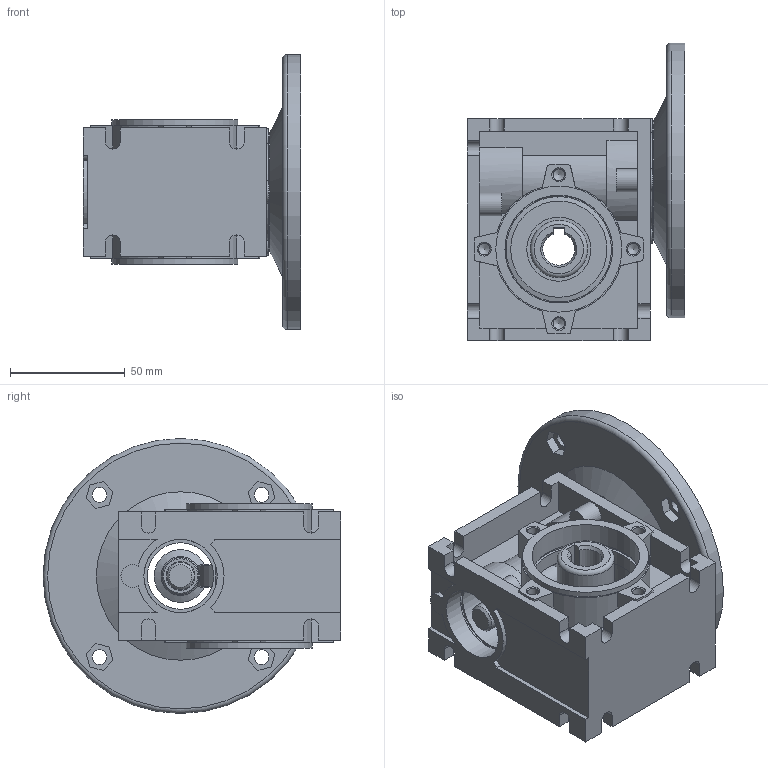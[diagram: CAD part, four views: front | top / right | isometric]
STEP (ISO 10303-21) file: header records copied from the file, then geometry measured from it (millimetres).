
FILE_DESCRIPTION((''),'2;1');
FILE_NAME('SB030.stp','2008-11-20T12:59:29',('dennis'),(''),'Autodesk Inventor 2009','Autodesk Inventor 2009','');
FILE_SCHEMA(('AUTOMOTIVE_DESIGN { 1 0 10303 214 1 1 1 1 }'));
Length unit declared in the file: millimetre
Products named in the file (5): SB030; SB030-50worm wheel; SB030-50worm shaft; SB30casing; SB030input flange
Assembly tree (4 placements, depth 2):
  SB030
    SB030-50worm wheel
    SB030-50worm shaft
    SB30casing
    SB030input flange
Bounding box: 95 x 130 x 120 mm (x, y, z)
Volume: 304455.8 mm3; surface area: 111769.1 mm2
Topology: 4 solids, 4 shells, 358 faces, 925 edges, 600 vertices
Faces by surface type: plane 178, cylinder 125, cone 46, torus 9
Full cylindrical faces by diameter (mm): 5 x12, 6.5 x8, 8 x1, 11 x1, 12 x1, 12.6 x1, 13 x2, 16 x1, 16.96 x1, 19 x1, 20 x1, 23 x1, 24 x2, 25 x2, 28 x2, 29 x1, 30 x1, 32 x2, 34 x1, 37 x3, 41 x1, 46 x1, 47 x4, 48 x1, 49.5 x1, 52 x1, 55 x2, 78 x1, 80 x1, 120 x1
Entity records: 10565 total; most frequent: CARTESIAN_POINT 2038, DIRECTION 1801, ORIENTED_EDGE 1570, EDGE_CURVE 785, AXIS2_PLACEMENT_3D 673, VERTEX_POINT 571, EDGE_LOOP 522, VECTOR 455
